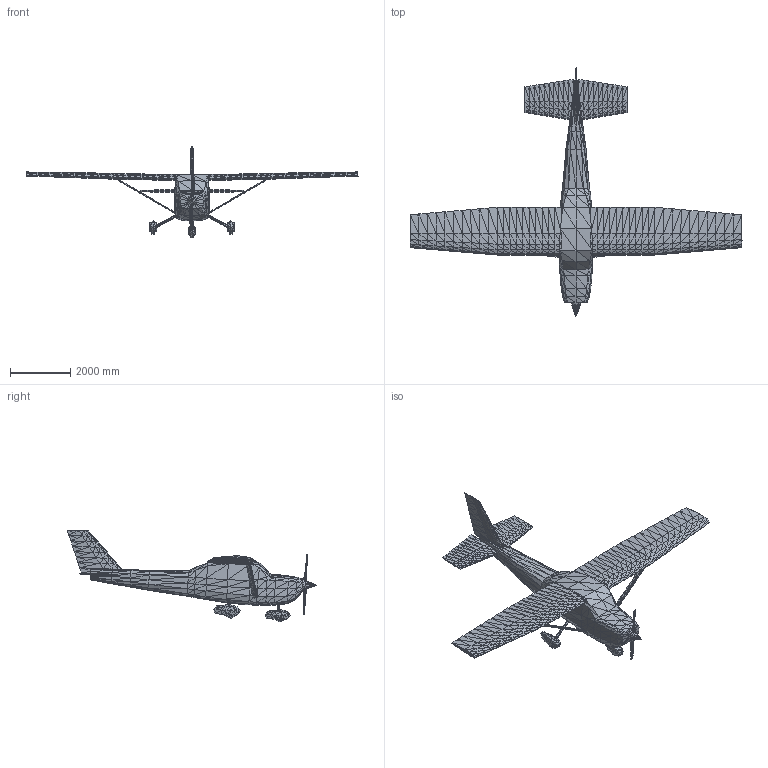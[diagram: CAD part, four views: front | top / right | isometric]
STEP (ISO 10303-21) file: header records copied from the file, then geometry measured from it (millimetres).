
FILE_DESCRIPTION(/* description */ (''),/* implementation_level */ '2;1');
FILE_NAME(/* name */ 'Cessna_172SP_v3.step',/* time_stamp */ '2021-12-11T14:16:54-07:00',/* author */ (''),/* organization */ (''),/* preprocessor_version */ 'ST-DEVELOPER v18.1',/* originating_system */ 'Autodesk Translation Framework v10.10.0.1391',/* authorisation */ '');
FILE_SCHEMA (('AUTOMOTIVE_DESIGN { 1 0 10303 214 3 1 1 }'));
Products named in the file (1): Cessna_172SP
Bounding box: 10979.29 x 8256.57 x 3041.39 mm (x, y, z)
Volume: 5701378205 mm3; surface area: 70248470.3 mm2
Topology: 8 solids, 22 shells, 3922 faces, 5988 edges, 2051 vertices
Faces by surface type: plane 3922
Entity records: 77304 total; most frequent: DIRECTION 13834, CARTESIAN_POINT 11962, ORIENTED_EDGE 11780, LINE 5988, VECTOR 5988, EDGE_CURVE 5988, AXIS2_PLACEMENT_3D 3923, FACE_OUTER_BOUND 3922
